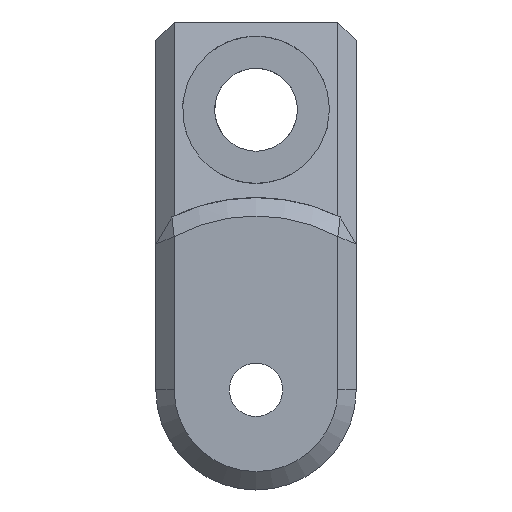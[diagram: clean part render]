
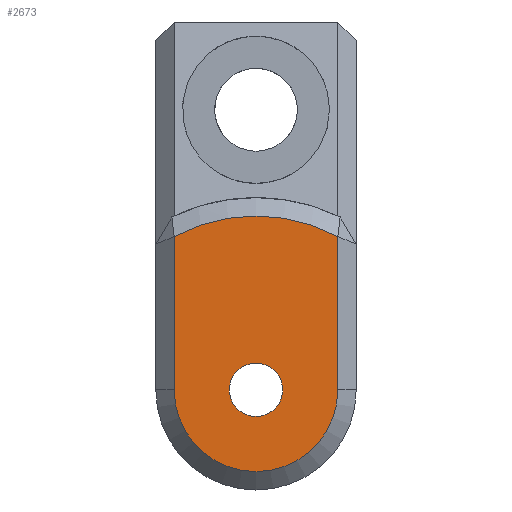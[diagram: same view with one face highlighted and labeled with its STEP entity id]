
A CAD part, left-side view. The second image highlights one B-rep face of the part: STEP entity #2673.
In plain terms, the highlighted planar face has unit normal (-1, 0, 0).
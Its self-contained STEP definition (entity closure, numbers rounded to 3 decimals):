
#66=FACE_BOUND('',#481,.T.);
#119=CIRCLE('',#2853,1.45);
#124=CIRCLE('',#2887,9.45);
#126=CIRCLE('',#2891,4.45);
#306=FACE_OUTER_BOUND('',#480,.T.);
#480=EDGE_LOOP('',(#2338,#2339,#2340,#2341));
#481=EDGE_LOOP('',(#2342));
#745=LINE('',#4332,#1037);
#747=LINE('',#4338,#1039);
#1037=VECTOR('',#3549,10.);
#1039=VECTOR('',#3557,10.);
#1239=VERTEX_POINT('',#4203);
#1262=VERTEX_POINT('',#4304);
#1264=VERTEX_POINT('',#4315);
#1267=VERTEX_POINT('',#4330);
#1268=VERTEX_POINT('',#4334);
#1545=EDGE_CURVE('',#1239,#1239,#119,.T.);
#1603=EDGE_CURVE('',#1262,#1264,#124,.T.);
#1606=EDGE_CURVE('',#1267,#1262,#745,.T.);
#1608=EDGE_CURVE('',#1268,#1267,#126,.T.);
#1609=EDGE_CURVE('',#1264,#1268,#747,.T.);
#2338=ORIENTED_EDGE('',*,*,#1603,.F.);
#2339=ORIENTED_EDGE('',*,*,#1606,.F.);
#2340=ORIENTED_EDGE('',*,*,#1608,.F.);
#2341=ORIENTED_EDGE('',*,*,#1609,.F.);
#2342=ORIENTED_EDGE('',*,*,#1545,.T.);
#2518=PLANE('',#2927);
#2673=ADVANCED_FACE('',(#306,#66),#2518,.F.);
#2853=AXIS2_PLACEMENT_3D('',#4205,#3425,#3426);
#2887=AXIS2_PLACEMENT_3D('',#4327,#3542,#3543);
#2891=AXIS2_PLACEMENT_3D('',#4336,#3553,#3554);
#2927=AXIS2_PLACEMENT_3D('',#4421,#3653,#3654);
#3425=DIRECTION('center_axis',(1.,0.,0.));
#3426=DIRECTION('ref_axis',(0.,-1.,0.));
#3542=DIRECTION('center_axis',(1.,0.,0.));
#3543=DIRECTION('ref_axis',(0.,0.522,0.853));
#3549=DIRECTION('',(0.,0.,1.));
#3553=DIRECTION('center_axis',(1.,0.,0.));
#3554=DIRECTION('ref_axis',(0.,-1.,0.));
#3557=DIRECTION('',(0.,0.,-1.));
#3653=DIRECTION('center_axis',(1.,0.,0.));
#3654=DIRECTION('ref_axis',(0.,0.,-1.));
#4203=CARTESIAN_POINT('',(-65.,1.45,0.));
#4205=CARTESIAN_POINT('Origin',(-65.,0.,0.));
#4304=CARTESIAN_POINT('',(-65.,4.45,8.337));
#4315=CARTESIAN_POINT('',(-65.,-4.45,8.337));
#4327=CARTESIAN_POINT('Origin',(-65.,0.,0.));
#4330=CARTESIAN_POINT('',(-65.,4.45,0.));
#4332=CARTESIAN_POINT('',(-65.,4.45,1.25));
#4334=CARTESIAN_POINT('',(-65.,-4.45,0.));
#4336=CARTESIAN_POINT('Origin',(-65.,0.,0.));
#4338=CARTESIAN_POINT('',(-65.,-4.45,5.708));
#4421=CARTESIAN_POINT('Origin',(-65.,0.,2.5));
